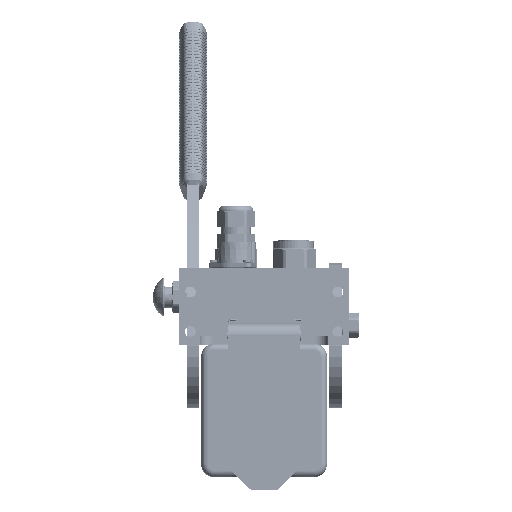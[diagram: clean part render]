
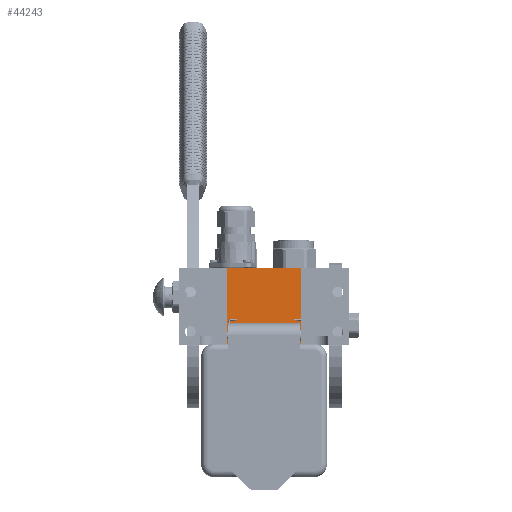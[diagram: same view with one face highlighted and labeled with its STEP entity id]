
A CAD part, left-side view. The second image highlights one B-rep face of the part: STEP entity #44243.
In plain terms, the highlighted face is planar.
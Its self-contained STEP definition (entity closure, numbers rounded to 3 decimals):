
#1495 = VECTOR ( 'NONE', #84112, 1000. ) ;
#4215 = VERTEX_POINT ( 'NONE', #44604 ) ;
#15352 = VECTOR ( 'NONE', #181776, 1000. ) ;
#15358 = EDGE_CURVE ( 'NONE', #151516, #186887, #48752, .T. ) ;
#19134 = CARTESIAN_POINT ( 'NONE',  ( -29., 0., -107.5 ) ) ;
#31871 = CARTESIAN_POINT ( 'NONE',  ( 29., 0., -107.5 ) ) ;
#31943 = CARTESIAN_POINT ( 'NONE',  ( 29., 60.2, -107.5 ) ) ;
#36251 = CARTESIAN_POINT ( 'NONE',  ( 29., 0., -107.5 ) ) ;
#41760 = AXIS2_PLACEMENT_3D ( 'NONE', #31871, #48593, #176650 ) ;
#44243 = ADVANCED_FACE ( 'NONE', ( #121893 ), #193402, .T. ) ;
#44604 = CARTESIAN_POINT ( 'NONE',  ( -29., 60.2, -107.5 ) ) ;
#48593 = DIRECTION ( 'NONE',  ( 0., 0., -1. ) ) ;
#48752 = LINE ( 'NONE', #171205, #171500 ) ;
#50628 = LINE ( 'NONE', #31943, #160962 ) ;
#54163 = CARTESIAN_POINT ( 'NONE',  ( -29., 0., -107.5 ) ) ;
#71093 = EDGE_LOOP ( 'NONE', ( #102232, #113947, #118940, #91136 ) ) ;
#76515 = LINE ( 'NONE', #19134, #1495 ) ;
#84112 = DIRECTION ( 'NONE',  ( 0., 1., 0. ) ) ;
#85537 = EDGE_CURVE ( 'NONE', #192761, #4215, #76515, .T. ) ;
#91136 = ORIENTED_EDGE ( 'NONE', *, *, #193141, .T. ) ;
#102232 = ORIENTED_EDGE ( 'NONE', *, *, #85537, .T. ) ;
#113947 = ORIENTED_EDGE ( 'NONE', *, *, #147903, .F. ) ;
#118940 = ORIENTED_EDGE ( 'NONE', *, *, #15358, .F. ) ;
#121893 = FACE_OUTER_BOUND ( 'NONE', #71093, .T. ) ;
#125576 = LINE ( 'NONE', #36251, #15352 ) ;
#130290 = CARTESIAN_POINT ( 'NONE',  ( 29., 60.2, -107.5 ) ) ;
#142401 = DIRECTION ( 'NONE',  ( 0., 1., 0. ) ) ;
#145890 = DIRECTION ( 'NONE',  ( -1., 0., 0. ) ) ;
#147903 = EDGE_CURVE ( 'NONE', #186887, #4215, #50628, .T. ) ;
#151516 = VERTEX_POINT ( 'NONE', #192942 ) ;
#160962 = VECTOR ( 'NONE', #145890, 1000. ) ;
#171205 = CARTESIAN_POINT ( 'NONE',  ( 29., 0., -107.5 ) ) ;
#171500 = VECTOR ( 'NONE', #142401, 1000. ) ;
#176650 = DIRECTION ( 'NONE',  ( -1., 0., 0. ) ) ;
#181776 = DIRECTION ( 'NONE',  ( -1., 0., 0. ) ) ;
#186887 = VERTEX_POINT ( 'NONE', #130290 ) ;
#192761 = VERTEX_POINT ( 'NONE', #54163 ) ;
#192942 = CARTESIAN_POINT ( 'NONE',  ( 29., 0., -107.5 ) ) ;
#193141 = EDGE_CURVE ( 'NONE', #151516, #192761, #125576, .T. ) ;
#193402 = PLANE ( 'NONE',  #41760 ) ;
